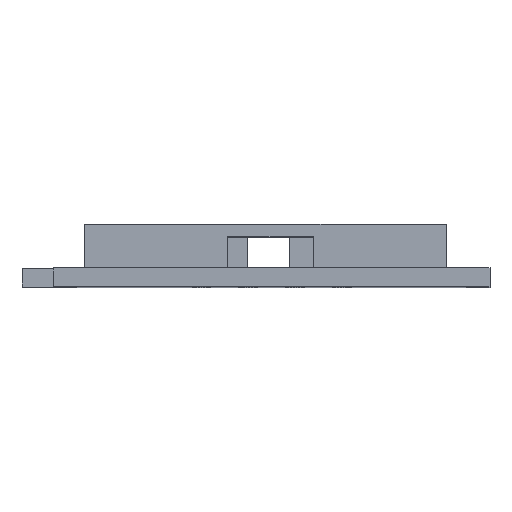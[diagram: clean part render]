
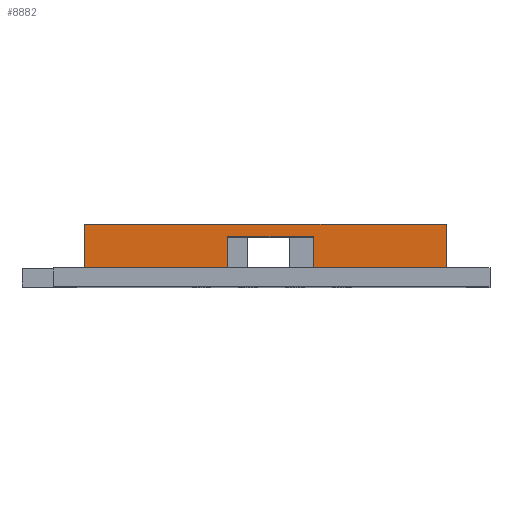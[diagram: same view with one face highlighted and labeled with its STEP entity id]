
A CAD part, top view. The second image highlights one B-rep face of the part: STEP entity #8882.
In plain terms, the highlighted planar face has unit normal (0, 0, 1).
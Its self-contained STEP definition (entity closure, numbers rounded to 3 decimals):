
#988=DIRECTION('',(1.,0.,0.));
#989=VECTOR('',#988,4.59);
#990=CARTESIAN_POINT('',(-6.,0.3,7.65));
#991=LINE('',#990,#989);
#1032=DIRECTION('',(1.,0.,0.));
#1033=VECTOR('',#1032,4.26);
#1034=CARTESIAN_POINT('',(1.34,0.3,7.65));
#1035=LINE('',#1034,#1033);
#1380=DIRECTION('',(1.,0.,0.));
#1381=VECTOR('',#1380,2.75);
#1382=CARTESIAN_POINT('',(-1.41,1.3,7.65));
#1383=LINE('',#1382,#1381);
#1384=DIRECTION('',(0.,1.,0.));
#1385=VECTOR('',#1384,1.);
#1386=CARTESIAN_POINT('',(-1.41,0.3,7.65));
#1387=LINE('',#1386,#1385);
#1388=DIRECTION('',(0.,1.,0.));
#1389=VECTOR('',#1388,1.4);
#1390=CARTESIAN_POINT('',(-6.,0.3,7.65));
#1391=LINE('',#1390,#1389);
#1392=DIRECTION('',(0.,1.,0.));
#1393=VECTOR('',#1392,1.);
#1394=CARTESIAN_POINT('',(1.34,0.3,7.65));
#1395=LINE('',#1394,#1393);
#1528=DIRECTION('',(0.,1.,0.));
#1529=VECTOR('',#1528,1.4);
#1530=CARTESIAN_POINT('',(5.6,0.3,7.65));
#1531=LINE('',#1530,#1529);
#1568=DIRECTION('',(1.,0.,0.));
#1569=VECTOR('',#1568,11.6);
#1570=CARTESIAN_POINT('',(-6.,1.7,7.65));
#1571=LINE('',#1570,#1569);
#5493=CARTESIAN_POINT('',(-6.,1.7,7.65));
#5495=VERTEX_POINT('',#5493);
#5496=CARTESIAN_POINT('',(5.6,1.7,7.65));
#5497=VERTEX_POINT('',#5496);
#5502=CARTESIAN_POINT('',(-6.,0.3,7.65));
#5503=VERTEX_POINT('',#5502);
#5504=CARTESIAN_POINT('',(5.6,0.3,7.65));
#5505=VERTEX_POINT('',#5504);
#5566=CARTESIAN_POINT('',(-1.41,1.3,7.65));
#5567=CARTESIAN_POINT('',(1.34,1.3,7.65));
#5568=VERTEX_POINT('',#5566);
#5569=VERTEX_POINT('',#5567);
#5570=CARTESIAN_POINT('',(-1.41,0.3,7.65));
#5571=VERTEX_POINT('',#5570);
#5572=CARTESIAN_POINT('',(1.34,0.3,7.65));
#5573=VERTEX_POINT('',#5572);
#8861=CARTESIAN_POINT('',(-6.,0.3,7.65));
#8862=DIRECTION('',(0.,0.,1.));
#8863=DIRECTION('',(1.,0.,0.));
#8864=AXIS2_PLACEMENT_3D('',#8861,#8862,#8863);
#8865=PLANE('',#8864);
#8867=ORIENTED_EDGE('',*,*,#8866,.F.);
#8869=ORIENTED_EDGE('',*,*,#8868,.F.);
#8870=ORIENTED_EDGE('',*,*,#8839,.F.);
#8872=ORIENTED_EDGE('',*,*,#8871,.T.);
#8874=ORIENTED_EDGE('',*,*,#8873,.T.);
#8876=ORIENTED_EDGE('',*,*,#8875,.F.);
#8877=ORIENTED_EDGE('',*,*,#8801,.F.);
#8879=ORIENTED_EDGE('',*,*,#8878,.T.);
#8880=EDGE_LOOP('',(#8867,#8869,#8870,#8872,#8874,#8876,#8877,#8879));
#8881=FACE_OUTER_BOUND('',#8880,.F.);
#8801=EDGE_CURVE('',#5573,#5505,#1035,.T.);
#8839=EDGE_CURVE('',#5503,#5571,#991,.T.);
#8866=EDGE_CURVE('',#5568,#5569,#1383,.T.);
#8868=EDGE_CURVE('',#5571,#5568,#1387,.T.);
#8871=EDGE_CURVE('',#5503,#5495,#1391,.T.);
#8873=EDGE_CURVE('',#5495,#5497,#1571,.T.);
#8875=EDGE_CURVE('',#5505,#5497,#1531,.T.);
#8878=EDGE_CURVE('',#5573,#5569,#1395,.T.);
#8882=ADVANCED_FACE('',(#8881),#8865,.T.);
